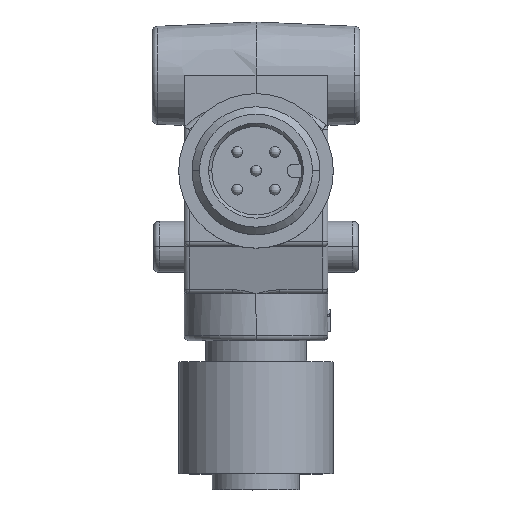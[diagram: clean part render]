
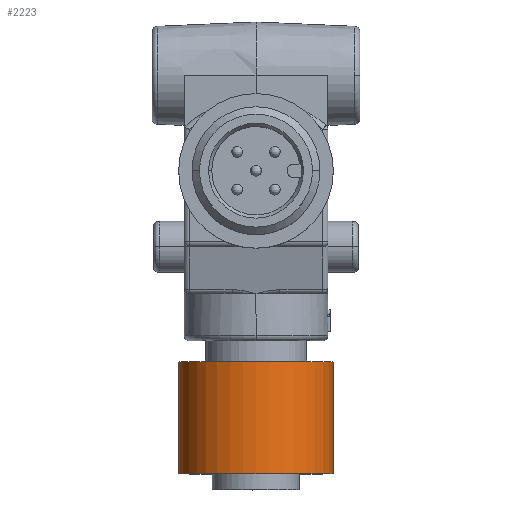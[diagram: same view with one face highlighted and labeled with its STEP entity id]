
A CAD part, top view. The second image highlights one B-rep face of the part: STEP entity #2223.
In plain terms, the highlighted cylindrical face has radius 7.25 mm (diameter 14.5 mm), a partial arc.
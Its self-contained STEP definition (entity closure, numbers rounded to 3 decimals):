
#58 = DIRECTION ( 'NONE',  ( 0., -1., 0. ) ) ;
#617 = VERTEX_POINT ( 'NONE', #12208 ) ;
#870 = AXIS2_PLACEMENT_3D ( 'NONE', #13324, #58, #4024 ) ;
#942 = CIRCLE ( 'NONE', #870, 7.25 ) ;
#1396 = CARTESIAN_POINT ( 'NONE',  ( 7.25, -29.9, 0. ) ) ;
#1601 = CARTESIAN_POINT ( 'NONE',  ( 7.25, -17.9, 0. ) ) ;
#2223 = ADVANCED_FACE ( 'NONE', ( #17898 ), #18020, .T. ) ;
#2292 = DIRECTION ( 'NONE',  ( 0., -1., 0. ) ) ;
#2340 = CARTESIAN_POINT ( 'NONE',  ( -7.25, -29.9, 0. ) ) ;
#3206 = EDGE_CURVE ( 'NONE', #17044, #5437, #942, .T. ) ;
#4024 = DIRECTION ( 'NONE',  ( 1., 0., 0. ) ) ;
#5437 = VERTEX_POINT ( 'NONE', #10244 ) ;
#5667 = EDGE_CURVE ( 'NONE', #617, #20993, #18867, .T. ) ;
#9354 = EDGE_CURVE ( 'NONE', #5437, #617, #13924, .T. ) ;
#9880 = AXIS2_PLACEMENT_3D ( 'NONE', #10954, #11072, #11073 ) ;
#10244 = CARTESIAN_POINT ( 'NONE',  ( -7.25, -17.9, 0. ) ) ;
#10595 = ORIENTED_EDGE ( 'NONE', *, *, #5667, .T. ) ;
#10954 = CARTESIAN_POINT ( 'NONE',  ( 0., -29.9, 0. ) ) ;
#11072 = DIRECTION ( 'NONE',  ( 0., -1., 0. ) ) ;
#11073 = DIRECTION ( 'NONE',  ( 1., 0., 0. ) ) ;
#12113 = ORIENTED_EDGE ( 'NONE', *, *, #3206, .T. ) ;
#12208 = CARTESIAN_POINT ( 'NONE',  ( -7.25, -28.4, 0. ) ) ;
#12438 = CARTESIAN_POINT ( 'NONE',  ( 7.25, -28.4, 0. ) ) ;
#13324 = CARTESIAN_POINT ( 'NONE',  ( 0., -17.9, 0. ) ) ;
#13340 = LINE ( 'NONE', #1396, #13567 ) ;
#13567 = VECTOR ( 'NONE', #20510, 1000. ) ;
#13924 = LINE ( 'NONE', #2340, #18470 ) ;
#14249 = ORIENTED_EDGE ( 'NONE', *, *, #20165, .F. ) ;
#15804 = EDGE_LOOP ( 'NONE', ( #12113, #17191, #10595, #14249 ) ) ;
#16655 = AXIS2_PLACEMENT_3D ( 'NONE', #21063, #21060, #21038 ) ;
#17044 = VERTEX_POINT ( 'NONE', #1601 ) ;
#17191 = ORIENTED_EDGE ( 'NONE', *, *, #9354, .T. ) ;
#17898 = FACE_OUTER_BOUND ( 'NONE', #15804, .T. ) ;
#18020 = CYLINDRICAL_SURFACE ( 'NONE', #9880, 7.25 ) ;
#18470 = VECTOR ( 'NONE', #2292, 1000. ) ;
#18867 = CIRCLE ( 'NONE', #16655, 7.25 ) ;
#20165 = EDGE_CURVE ( 'NONE', #17044, #20993, #13340, .T. ) ;
#20510 = DIRECTION ( 'NONE',  ( 0., -1., 0. ) ) ;
#20993 = VERTEX_POINT ( 'NONE', #12438 ) ;
#21038 = DIRECTION ( 'NONE',  ( 1., 0., 0. ) ) ;
#21060 = DIRECTION ( 'NONE',  ( 0., 1., 0. ) ) ;
#21063 = CARTESIAN_POINT ( 'NONE',  ( 0., -28.4, 0. ) ) ;
